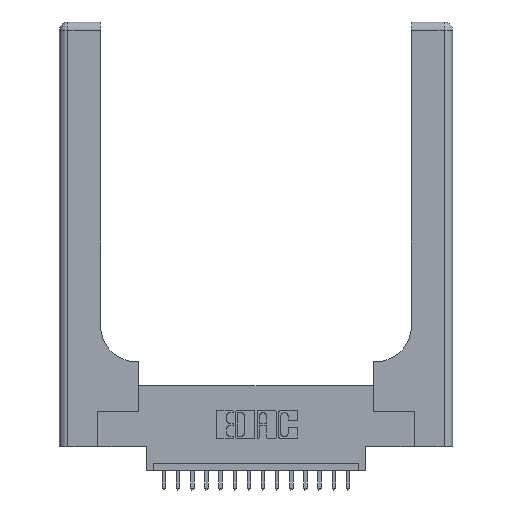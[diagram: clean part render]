
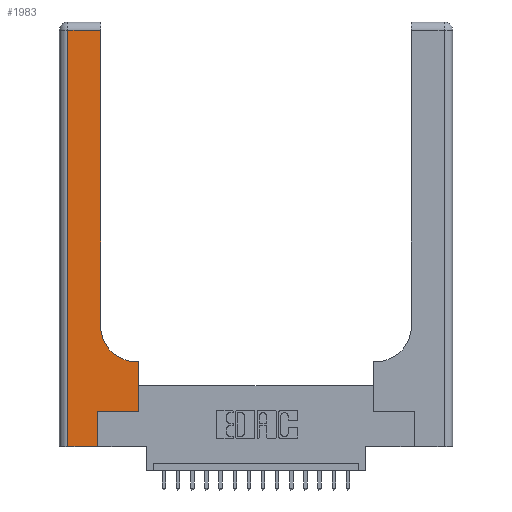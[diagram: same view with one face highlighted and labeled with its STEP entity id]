
A CAD part, top view. The second image highlights one B-rep face of the part: STEP entity #1983.
In plain terms, the highlighted planar face has unit normal (0, 0, 1).
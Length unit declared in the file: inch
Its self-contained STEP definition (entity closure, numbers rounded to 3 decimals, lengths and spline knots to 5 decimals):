
#319 = DIRECTION ( 'NONE',  ( 1., 0., 0. ) ) ;
#420 = CARTESIAN_POINT ( 'NONE',  ( 0., 3., 0.37 ) ) ;
#859 = EDGE_CURVE ( 'NONE', #904, #18636, #15058, .T. ) ;
#904 = VERTEX_POINT ( 'NONE', #2714 ) ;
#1349 = VERTEX_POINT ( 'NONE', #13861 ) ;
#1851 = CIRCLE ( 'NONE', #5511, 0.25 ) ;
#1884 = DIRECTION ( 'NONE',  ( 0., 1., 0. ) ) ;
#1983 = ADVANCED_FACE ( 'NONE', ( #13365 ), #14173, .F. ) ;
#2189 = EDGE_LOOP ( 'NONE', ( #5891, #5681, #13033, #10552, #14843, #3388, #14254, #8168, #10774 ) ) ;
#2386 = CARTESIAN_POINT ( 'NONE',  ( 0.2915, 0.6, 0.37 ) ) ;
#2714 = CARTESIAN_POINT ( 'NONE',  ( 0.06, 0., 0.37 ) ) ;
#2984 = CARTESIAN_POINT ( 'NONE',  ( 0.5415, 0.6, 0.37 ) ) ;
#3388 = ORIENTED_EDGE ( 'NONE', *, *, #17296, .T. ) ;
#3608 = DIRECTION ( 'NONE',  ( 1., 0., 0. ) ) ;
#3834 = CARTESIAN_POINT ( 'NONE',  ( 0.2915, 0.85, 0.37 ) ) ;
#4121 = VECTOR ( 'NONE', #15979, 39.37008 ) ;
#4795 = CARTESIAN_POINT ( 'NONE',  ( 0.5415, 0.85, 0.37 ) ) ;
#5511 = AXIS2_PLACEMENT_3D ( 'NONE', #4795, #14235, #3608 ) ;
#5638 = CARTESIAN_POINT ( 'NONE',  ( 0.269, 0., 0.37 ) ) ;
#5681 = ORIENTED_EDGE ( 'NONE', *, *, #6462, .T. ) ;
#5891 = ORIENTED_EDGE ( 'NONE', *, *, #13100, .T. ) ;
#6354 = CARTESIAN_POINT ( 'NONE',  ( 0., 0., 0.37 ) ) ;
#6462 = EDGE_CURVE ( 'NONE', #1349, #15143, #7859, .T. ) ;
#7859 = LINE ( 'NONE', #17423, #17593 ) ;
#7985 = VERTEX_POINT ( 'NONE', #3834 ) ;
#8168 = ORIENTED_EDGE ( 'NONE', *, *, #12410, .T. ) ;
#8277 = DIRECTION ( 'NONE',  ( 0., 0., -1. ) ) ;
#8680 = LINE ( 'NONE', #18607, #16246 ) ;
#8694 = CARTESIAN_POINT ( 'NONE',  ( 0.5585, 0.6, 0.37 ) ) ;
#8999 = VECTOR ( 'NONE', #17229, 39.37008 ) ;
#9244 = LINE ( 'NONE', #9498, #8999 ) ;
#9358 = VECTOR ( 'NONE', #319, 39.37008 ) ;
#9498 = CARTESIAN_POINT ( 'NONE',  ( 0.269, 0., 0.37 ) ) ;
#9911 = CARTESIAN_POINT ( 'NONE',  ( 0.5585, 0.25, 0.37 ) ) ;
#10060 = LINE ( 'NONE', #2386, #4121 ) ;
#10113 = CARTESIAN_POINT ( 'NONE',  ( 0.06, 3., 0.37 ) ) ;
#10383 = VECTOR ( 'NONE', #11469, 39.37008 ) ;
#10415 = LINE ( 'NONE', #10113, #12815 ) ;
#10552 = ORIENTED_EDGE ( 'NONE', *, *, #859, .T. ) ;
#10774 = ORIENTED_EDGE ( 'NONE', *, *, #15565, .T. ) ;
#10951 = VECTOR ( 'NONE', #1884, 39.37008 ) ;
#11062 = VERTEX_POINT ( 'NONE', #2984 ) ;
#11094 = AXIS2_PLACEMENT_3D ( 'NONE', #420, #8277, #18748 ) ;
#11431 = VERTEX_POINT ( 'NONE', #8694 ) ;
#11469 = DIRECTION ( 'NONE',  ( 0., 1., 0. ) ) ;
#12410 = EDGE_CURVE ( 'NONE', #11431, #11062, #10060, .T. ) ;
#12514 = DIRECTION ( 'NONE',  ( 1., 0., 0. ) ) ;
#12806 = DIRECTION ( 'NONE',  ( -1., 0., 0. ) ) ;
#12815 = VECTOR ( 'NONE', #19066, 39.37008 ) ;
#13033 = ORIENTED_EDGE ( 'NONE', *, *, #14938, .T. ) ;
#13100 = EDGE_CURVE ( 'NONE', #7985, #1349, #14985, .T. ) ;
#13362 = CARTESIAN_POINT ( 'NONE',  ( 0.5585, 0.25, 0.37 ) ) ;
#13365 = FACE_OUTER_BOUND ( 'NONE', #2189, .T. ) ;
#13861 = CARTESIAN_POINT ( 'NONE',  ( 0.2915, 2.94, 0.37 ) ) ;
#14173 = PLANE ( 'NONE',  #11094 ) ;
#14180 = CARTESIAN_POINT ( 'NONE',  ( 0.2915, 3., 0.37 ) ) ;
#14235 = DIRECTION ( 'NONE',  ( 0., 0., -1. ) ) ;
#14254 = ORIENTED_EDGE ( 'NONE', *, *, #16187, .T. ) ;
#14492 = VERTEX_POINT ( 'NONE', #19408 ) ;
#14843 = ORIENTED_EDGE ( 'NONE', *, *, #18363, .T. ) ;
#14938 = EDGE_CURVE ( 'NONE', #15143, #904, #10415, .T. ) ;
#14985 = LINE ( 'NONE', #14180, #10951 ) ;
#15058 = LINE ( 'NONE', #6354, #9358 ) ;
#15143 = VERTEX_POINT ( 'NONE', #19451 ) ;
#15565 = EDGE_CURVE ( 'NONE', #11062, #7985, #1851, .T. ) ;
#15979 = DIRECTION ( 'NONE',  ( -1., 0., 0. ) ) ;
#16187 = EDGE_CURVE ( 'NONE', #17724, #11431, #17717, .T. ) ;
#16246 = VECTOR ( 'NONE', #12514, 39.37008 ) ;
#17229 = DIRECTION ( 'NONE',  ( 0., 1., 0. ) ) ;
#17296 = EDGE_CURVE ( 'NONE', #14492, #17724, #8680, .T. ) ;
#17423 = CARTESIAN_POINT ( 'NONE',  ( 0., 2.94, 0.37 ) ) ;
#17593 = VECTOR ( 'NONE', #12806, 39.37008 ) ;
#17717 = LINE ( 'NONE', #9911, #10383 ) ;
#17724 = VERTEX_POINT ( 'NONE', #13362 ) ;
#18363 = EDGE_CURVE ( 'NONE', #18636, #14492, #9244, .T. ) ;
#18607 = CARTESIAN_POINT ( 'NONE',  ( 0.269, 0.25, 0.37 ) ) ;
#18636 = VERTEX_POINT ( 'NONE', #5638 ) ;
#18748 = DIRECTION ( 'NONE',  ( -1., 0., 0. ) ) ;
#19066 = DIRECTION ( 'NONE',  ( 0., -1., 0. ) ) ;
#19408 = CARTESIAN_POINT ( 'NONE',  ( 0.269, 0.25, 0.37 ) ) ;
#19451 = CARTESIAN_POINT ( 'NONE',  ( 0.06, 2.94, 0.37 ) ) ;
